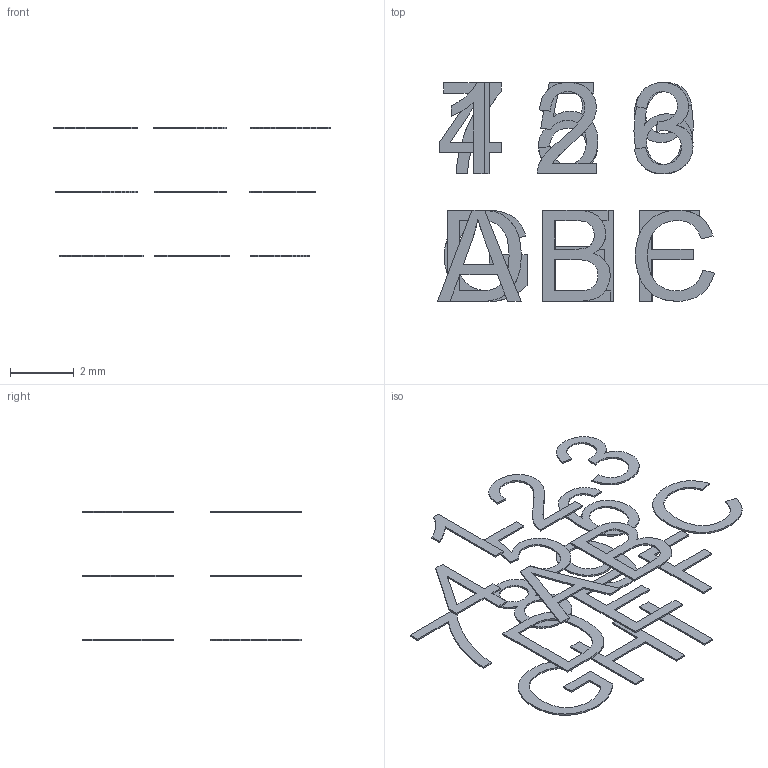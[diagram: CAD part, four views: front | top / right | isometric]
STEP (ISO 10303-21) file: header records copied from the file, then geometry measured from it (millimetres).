
FILE_DESCRIPTION(('FreeCAD Model'),'2;1');
FILE_NAME('lettermode_v3.step', '2020-12-29T14:01:08',('Author'),(''), 'Open CASCADE STEP processor 7.3','FreeCAD','Unknown');
FILE_SCHEMA(('AUTOMOTIVE_DESIGN { 1 0 10303 214 1 1 1 1 }'));
Length unit declared in the file: millimetre
Products named in the file (18): Extrude006; Extrude010; Extrude009; Extrude008; Extrude012; Extrude011; Extrude002; Extrude004; Extrude005; Extrude003; Extrude001; Extrude007; Extrude018; Extrude015; Extrude013; Extrude014; Extrude016; Extrude017
Bounding box: 8.68 x 6.85 x 4.05 mm (x, y, z)
Volume: 2 mm3; surface area: 92.4 mm2
Topology: 18 solids, 18 shells, 392 faces, 1068 edges, 712 vertices
Faces by surface type: extrusion 244, plane 148
Entity records: 26847 total; most frequent: CARTESIAN_POINT 6749, DIRECTION 2770, VECTOR 2472, LINE 2228, ORIENTED_EDGE 2136, PCURVE 2136, DEFINITIONAL_REPRESENTATION 2136, B_SPLINE_CURVE_WITH_KNOTS 1220
